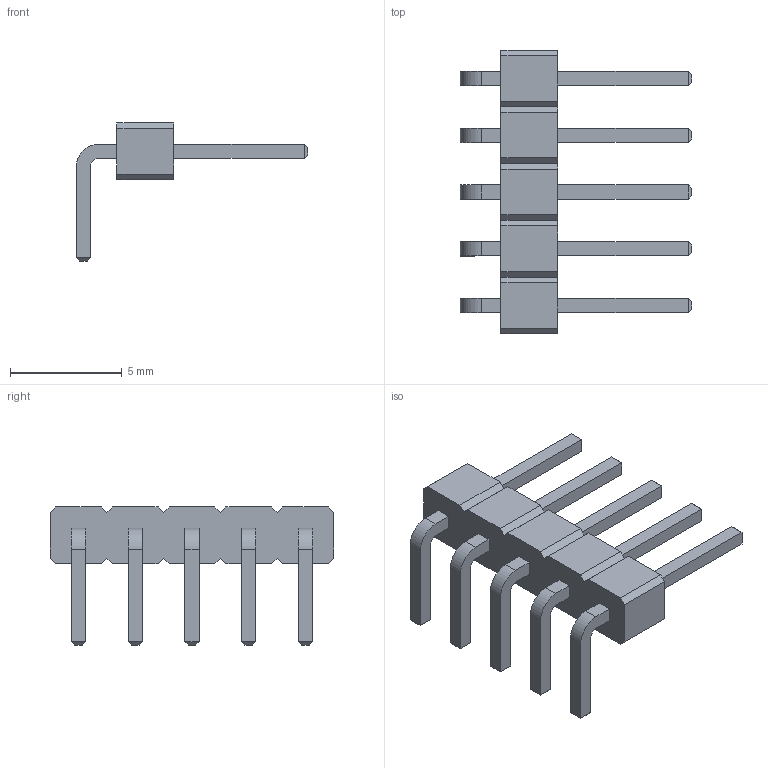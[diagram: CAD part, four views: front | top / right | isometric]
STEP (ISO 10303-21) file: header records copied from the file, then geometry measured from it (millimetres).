
FILE_DESCRIPTION(/* description */ ('model of Pin_Header_Angled_1x05_Pitch2.54mm'),/* implementation_level */ '2;1');
FILE_NAME(/* name */ 'Pin_Header_Angled_1x05_Pitch2.54mm.step',/* time_stamp */ '2017-06-29T09:50:37',/* author */ ('kicad StepUp','ksu'),/* organization */ ('FreeCAD'),/* preprocessor_version */ 'OCC',/* originating_system */ 'kicad StepUp',/* authorisation */ '');
FILE_SCHEMA(('AUTOMOTIVE_DESIGN_CC2 { 1 2 10303 214 -1 1 5 4 }'));
Length unit declared in the file: millimetre
Products named in the file (1): Pin_Header_Angled_1x05_Pitch254mm
Bounding box: 10.36 x 12.7 x 6.18 mm (x, y, z)
Volume: 104.9 mm3; surface area: 295.8 mm2
Topology: 1 solids, 1 shells, 144 faces, 356 edges, 224 vertices
Faces by surface type: plane 134, cylinder 10
Entity records: 5161 total; most frequent: CARTESIAN_POINT 725, ORIENTED_EDGE 712, DIRECTION 666, EDGE_CURVE 356, LINE 336, VECTOR 336, VERTEX_POINT 224, AXIS2_PLACEMENT_3D 165
